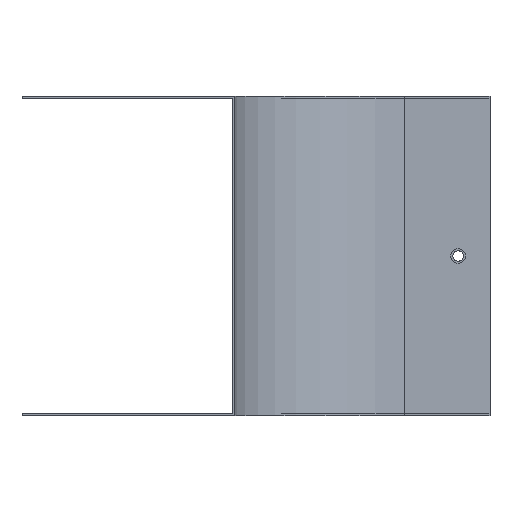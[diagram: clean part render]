
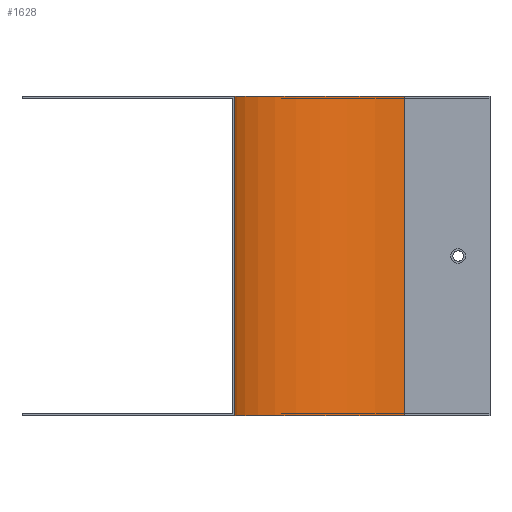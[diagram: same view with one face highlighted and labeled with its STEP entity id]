
A CAD part, left-side view. The second image highlights one B-rep face of the part: STEP entity #1628.
In plain terms, the highlighted cylindrical face has radius 80 mm (diameter 160 mm), a partial arc.
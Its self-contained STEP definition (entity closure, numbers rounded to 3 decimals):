
#4 = CARTESIAN_POINT ( 'NONE',  ( -80., 120., 1. ) ) ;
#163 = AXIS2_PLACEMENT_3D ( 'NONE', #1818, #1819, #1820 ) ;
#167 = AXIS2_PLACEMENT_3D ( 'NONE', #1823, #1824, #1825 ) ;
#257 = VERTEX_POINT ( 'NONE', #2179 ) ;
#277 = VERTEX_POINT ( 'NONE', #4 ) ;
#289 = VERTEX_POINT ( 'NONE', #1152 ) ;
#292 = VERTEX_POINT ( 'NONE', #646 ) ;
#303 = EDGE_LOOP ( 'NONE', ( #1342, #1341, #1340, #1339 ) ) ;
#646 = CARTESIAN_POINT ( 'NONE',  ( 0., 40., 1. ) ) ;
#1066 = LINE ( 'NONE', #1817, #1072 ) ;
#1068 = CIRCLE ( 'NONE', #163, 80. ) ;
#1070 = CIRCLE ( 'NONE', #167, 80. ) ;
#1072 = VECTOR ( 'NONE', #1814, 1000. ) ;
#1104 = LINE ( 'NONE', #1859, #1106 ) ;
#1106 = VECTOR ( 'NONE', #1870, 1000. ) ;
#1152 = CARTESIAN_POINT ( 'NONE',  ( -80., 120., -149. ) ) ;
#1339 = ORIENTED_EDGE ( 'NONE', *, *, #2139, .F. ) ;
#1340 = ORIENTED_EDGE ( 'NONE', *, *, #2138, .F. ) ;
#1341 = ORIENTED_EDGE ( 'NONE', *, *, #2137, .T. ) ;
#1342 = ORIENTED_EDGE ( 'NONE', *, *, #2159, .T. ) ;
#1628 = ADVANCED_FACE ( 'NONE', ( #1710 ), #1721, .F. ) ;
#1710 = FACE_OUTER_BOUND ( 'NONE', #303, .T. ) ;
#1721 = CYLINDRICAL_SURFACE ( 'NONE', #1908, 80. ) ;
#1814 = DIRECTION ( 'NONE',  ( 0., 0., -1. ) ) ;
#1817 = CARTESIAN_POINT ( 'NONE',  ( 0., 40., 1. ) ) ;
#1818 = CARTESIAN_POINT ( 'NONE',  ( -80., 40., -149. ) ) ;
#1819 = DIRECTION ( 'NONE',  ( 0., 0., -1. ) ) ;
#1820 = DIRECTION ( 'NONE',  ( -1., 0., 0. ) ) ;
#1823 = CARTESIAN_POINT ( 'NONE',  ( -80., 40., 1. ) ) ;
#1824 = DIRECTION ( 'NONE',  ( 0., 0., -1. ) ) ;
#1825 = DIRECTION ( 'NONE',  ( -1., 0., 0. ) ) ;
#1859 = CARTESIAN_POINT ( 'NONE',  ( -80., 120., 1. ) ) ;
#1870 = DIRECTION ( 'NONE',  ( 0., 0., -1. ) ) ;
#1908 = AXIS2_PLACEMENT_3D ( 'NONE', #2387, #2385, #2383 ) ;
#2137 = EDGE_CURVE ( 'NONE', #289, #257, #1068, .T. ) ;
#2138 = EDGE_CURVE ( 'NONE', #292, #257, #1066, .T. ) ;
#2139 = EDGE_CURVE ( 'NONE', #277, #292, #1070, .T. ) ;
#2159 = EDGE_CURVE ( 'NONE', #277, #289, #1104, .T. ) ;
#2179 = CARTESIAN_POINT ( 'NONE',  ( 0., 40., -149. ) ) ;
#2383 = DIRECTION ( 'NONE',  ( -1., 0., 0. ) ) ;
#2385 = DIRECTION ( 'NONE',  ( 0., 0., -1. ) ) ;
#2387 = CARTESIAN_POINT ( 'NONE',  ( -80., 40., 1. ) ) ;
